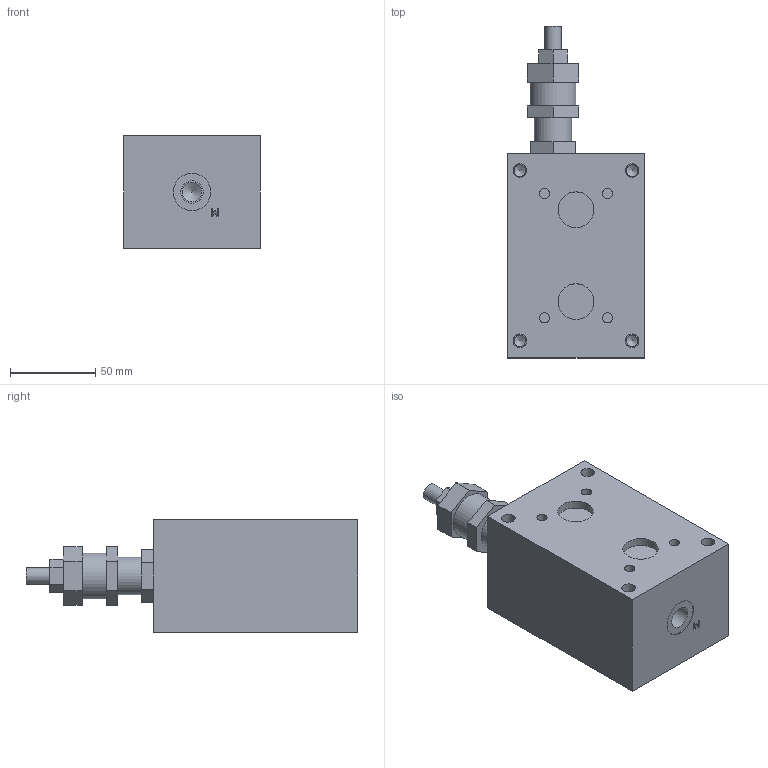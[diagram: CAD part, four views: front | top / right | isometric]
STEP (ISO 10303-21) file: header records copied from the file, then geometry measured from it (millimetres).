
FILE_DESCRIPTION(/* description */ (''),/* implementation_level */ '2;1');
FILE_NAME(/* name */ 'ec354z.stp',/* time_stamp */ '2016-05-10T15:48:55+02:00',/* author */ ('Lemoine2'),/* organization */ (''),/* preprocessor_version */ 'ST-DEVELOPER v16.1',/* originating_system */ 'Autodesk Inventor 2016',/* authorisation */ '');
FILE_SCHEMA (('AUTOMOTIVE_DESIGN { 1 0 10303 214 3 1 1 }'));
Length unit declared in the file: millimetre
Products named in the file (1): ec354z
Bounding box: 80 x 195 x 66 mm (x, y, z)
Volume: 599898.4 mm3; surface area: 67890.9 mm2
Topology: 2 solids, 2 shells, 299 faces, 769 edges, 521 vertices
Faces by surface type: plane 179, bspline 64, cylinder 43, cone 13
Full cylindrical faces by diameter (mm): 6 x4, 6.75 x8, 8 x8, 10 x1, 11.5 x1, 13.2 x1, 20.955 x2, 22 x2, 24.5 x4, 26 x2, 26.441 x4, 27 x1, 32 x1, 36 x4
Entity records: 8845 total; most frequent: CARTESIAN_POINT 2264, ORIENTED_EDGE 1324, DIRECTION 1092, EDGE_CURVE 662, VERTEX_POINT 470, LINE 448, VECTOR 448, EDGE_LOOP 402
